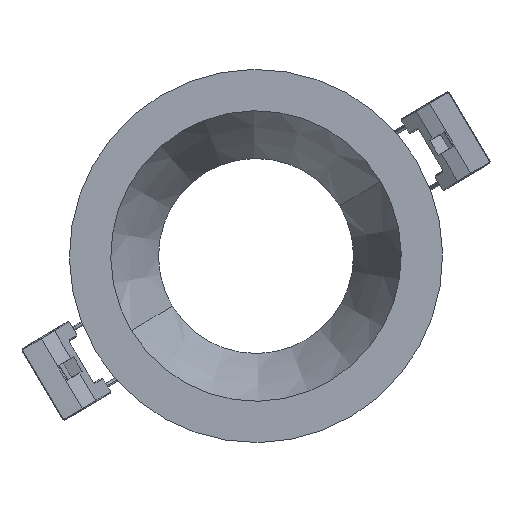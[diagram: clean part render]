
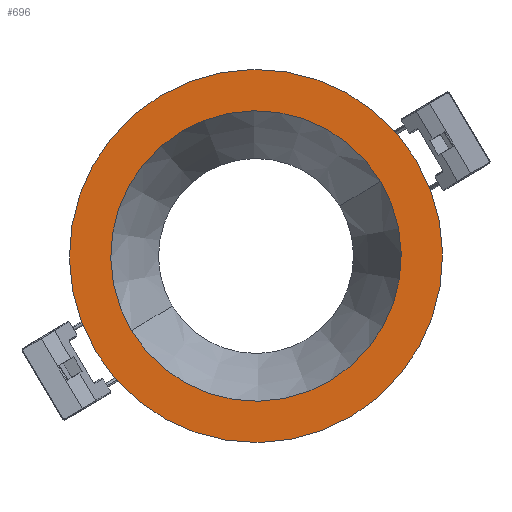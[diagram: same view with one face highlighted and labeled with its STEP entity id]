
A CAD part, front view. The second image highlights one B-rep face of the part: STEP entity #696.
In plain terms, the highlighted planar face has unit normal (0, -1, 0).
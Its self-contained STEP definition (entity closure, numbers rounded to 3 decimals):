
#421 = CARTESIAN_POINT ( 'NONE',  ( 0., 0., 0. ) ) ;
#436 = ORIENTED_EDGE ( 'NONE', *, *, #5400, .T. ) ;
#696 = ADVANCED_FACE ( 'NONE', ( #5796, #872 ), #4067, .F. ) ;
#716 = AXIS2_PLACEMENT_3D ( 'NONE', #5791, #1814, #1042 ) ;
#872 = FACE_OUTER_BOUND ( 'NONE', #5933, .T. ) ;
#1042 = DIRECTION ( 'NONE',  ( 0., 0., -1. ) ) ;
#1099 = DIRECTION ( 'NONE',  ( 0., -1., 0. ) ) ;
#1228 = AXIS2_PLACEMENT_3D ( 'NONE', #4749, #5297, #1952 ) ;
#1235 = ORIENTED_EDGE ( 'NONE', *, *, #1911, .F. ) ;
#1250 = CARTESIAN_POINT ( 'NONE',  ( 0., 0., 44.005 ) ) ;
#1553 = ORIENTED_EDGE ( 'NONE', *, *, #2056, .T. ) ;
#1714 = ORIENTED_EDGE ( 'NONE', *, *, #4741, .F. ) ;
#1802 = EDGE_LOOP ( 'NONE', ( #1235, #1714 ) ) ;
#1814 = DIRECTION ( 'NONE',  ( 0., -1., 0. ) ) ;
#1821 = AXIS2_PLACEMENT_3D ( 'NONE', #2397, #3035, #2333 ) ;
#1911 = EDGE_CURVE ( 'NONE', #8570, #8023, #5066, .T. ) ;
#1952 = DIRECTION ( 'NONE',  ( 0., 0., 1. ) ) ;
#2056 = EDGE_CURVE ( 'NONE', #8581, #4793, #7875, .T. ) ;
#2333 = DIRECTION ( 'NONE',  ( 0., 0., -1. ) ) ;
#2397 = CARTESIAN_POINT ( 'NONE',  ( 0., 0., 0. ) ) ;
#2735 = CARTESIAN_POINT ( 'NONE',  ( 0., 0., 34.25 ) ) ;
#3035 = DIRECTION ( 'NONE',  ( 0., -1., 0. ) ) ;
#3119 = CARTESIAN_POINT ( 'NONE',  ( 0., 0., 0. ) ) ;
#3409 = AXIS2_PLACEMENT_3D ( 'NONE', #421, #5120, #4442 ) ;
#3633 = CARTESIAN_POINT ( 'NONE',  ( 0., 0., -34.25 ) ) ;
#3767 = CIRCLE ( 'NONE', #8366, 34.25 ) ;
#4067 = PLANE ( 'NONE',  #1228 ) ;
#4442 = DIRECTION ( 'NONE',  ( 0., 0., -1. ) ) ;
#4457 = CIRCLE ( 'NONE', #3409, 44.005 ) ;
#4556 = CARTESIAN_POINT ( 'NONE',  ( 0., 0., -44.005 ) ) ;
#4741 = EDGE_CURVE ( 'NONE', #8023, #8570, #3767, .T. ) ;
#4749 = CARTESIAN_POINT ( 'NONE',  ( -44.005, 0., 0. ) ) ;
#4793 = VERTEX_POINT ( 'NONE', #1250 ) ;
#5066 = CIRCLE ( 'NONE', #716, 34.25 ) ;
#5120 = DIRECTION ( 'NONE',  ( 0., -1., 0. ) ) ;
#5297 = DIRECTION ( 'NONE',  ( 0., 1., 0. ) ) ;
#5400 = EDGE_CURVE ( 'NONE', #4793, #8581, #4457, .T. ) ;
#5786 = DIRECTION ( 'NONE',  ( 0., 0., -1. ) ) ;
#5791 = CARTESIAN_POINT ( 'NONE',  ( 0., 0., 0. ) ) ;
#5796 = FACE_BOUND ( 'NONE', #1802, .T. ) ;
#5933 = EDGE_LOOP ( 'NONE', ( #1553, #436 ) ) ;
#7875 = CIRCLE ( 'NONE', #1821, 44.005 ) ;
#8023 = VERTEX_POINT ( 'NONE', #2735 ) ;
#8366 = AXIS2_PLACEMENT_3D ( 'NONE', #3119, #1099, #5786 ) ;
#8570 = VERTEX_POINT ( 'NONE', #3633 ) ;
#8581 = VERTEX_POINT ( 'NONE', #4556 ) ;
